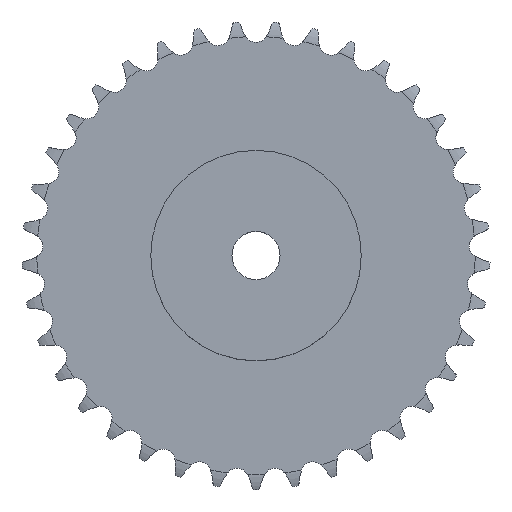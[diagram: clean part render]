
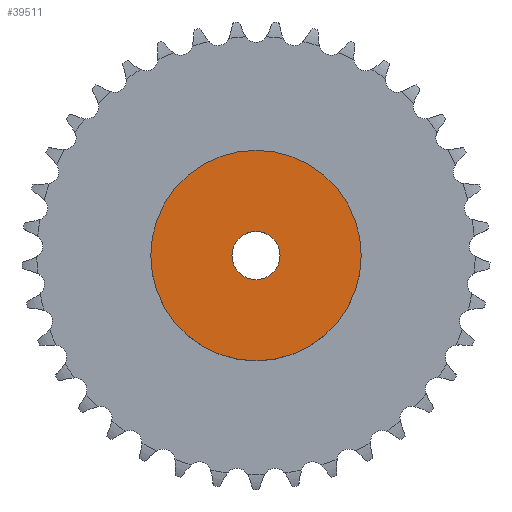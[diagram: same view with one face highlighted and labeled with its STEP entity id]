
A CAD part, top view. The second image highlights one B-rep face of the part: STEP entity #39511.
In plain terms, the highlighted planar face has unit normal (0, 0, 1).
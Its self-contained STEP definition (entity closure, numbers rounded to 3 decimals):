
#6681 = CYLINDRICAL_SURFACE('',#6682,35.);
#6682 = AXIS2_PLACEMENT_3D('',#6683,#6684,#6685);
#6683 = CARTESIAN_POINT('',(0.,0.,0.));
#6684 = DIRECTION('',(-0.,-0.,-1.));
#6685 = DIRECTION('',(1.,0.,0.));
#29566 = VERTEX_POINT('',#29567);
#29567 = CARTESIAN_POINT('',(35.,0.,25.));
#29588 = EDGE_CURVE('',#29566,#29566,#29589,.T.);
#29589 = SURFACE_CURVE('',#29590,(#29595,#29602),.PCURVE_S1.);
#29590 = CIRCLE('',#29591,35.);
#29591 = AXIS2_PLACEMENT_3D('',#29592,#29593,#29594);
#29592 = CARTESIAN_POINT('',(0.,0.,25.));
#29593 = DIRECTION('',(0.,0.,1.));
#29594 = DIRECTION('',(1.,0.,0.));
#29595 = PCURVE('',#6681,#29596);
#29596 = DEFINITIONAL_REPRESENTATION('',(#29597),#29601);
#29597 = LINE('',#29598,#29599);
#29598 = CARTESIAN_POINT('',(-0.,-25.));
#29599 = VECTOR('',#29600,1.);
#29600 = DIRECTION('',(-1.,0.));
#29601 = ( GEOMETRIC_REPRESENTATION_CONTEXT(2) 
PARAMETRIC_REPRESENTATION_CONTEXT() REPRESENTATION_CONTEXT('2D SPACE',''
  ) );
#29602 = PCURVE('',#29603,#29608);
#29603 = PLANE('',#29604);
#29604 = AXIS2_PLACEMENT_3D('',#29605,#29606,#29607);
#29605 = CARTESIAN_POINT('',(0.,0.,25.)
  );
#29606 = DIRECTION('',(0.,0.,1.));
#29607 = DIRECTION('',(1.,0.,0.));
#29608 = DEFINITIONAL_REPRESENTATION('',(#29609),#29613);
#29609 = CIRCLE('',#29610,35.);
#29610 = AXIS2_PLACEMENT_2D('',#29611,#29612);
#29611 = CARTESIAN_POINT('',(0.,0.));
#29612 = DIRECTION('',(1.,0.));
#29613 = ( GEOMETRIC_REPRESENTATION_CONTEXT(2) 
PARAMETRIC_REPRESENTATION_CONTEXT() REPRESENTATION_CONTEXT('2D SPACE',''
  ) );
#35360 = CYLINDRICAL_SURFACE('',#35361,8.);
#35361 = AXIS2_PLACEMENT_3D('',#35362,#35363,#35364);
#35362 = CARTESIAN_POINT('',(0.,0.,236.039));
#35363 = DIRECTION('',(0.,0.,1.));
#35364 = DIRECTION('',(1.,0.,0.));
#39511 = ADVANCED_FACE('',(#39512,#39515),#29603,.T.);
#39512 = FACE_BOUND('',#39513,.T.);
#39513 = EDGE_LOOP('',(#39514));
#39514 = ORIENTED_EDGE('',*,*,#29588,.T.);
#39515 = FACE_BOUND('',#39516,.T.);
#39516 = EDGE_LOOP('',(#39517));
#39517 = ORIENTED_EDGE('',*,*,#39518,.F.);
#39518 = EDGE_CURVE('',#39519,#39519,#39521,.T.);
#39519 = VERTEX_POINT('',#39520);
#39520 = CARTESIAN_POINT('',(8.,0.,25.));
#39521 = SURFACE_CURVE('',#39522,(#39527,#39534),.PCURVE_S1.);
#39522 = CIRCLE('',#39523,8.);
#39523 = AXIS2_PLACEMENT_3D('',#39524,#39525,#39526);
#39524 = CARTESIAN_POINT('',(0.,0.,25.));
#39525 = DIRECTION('',(0.,0.,1.));
#39526 = DIRECTION('',(1.,0.,0.));
#39527 = PCURVE('',#29603,#39528);
#39528 = DEFINITIONAL_REPRESENTATION('',(#39529),#39533);
#39529 = CIRCLE('',#39530,8.);
#39530 = AXIS2_PLACEMENT_2D('',#39531,#39532);
#39531 = CARTESIAN_POINT('',(0.,0.));
#39532 = DIRECTION('',(1.,0.));
#39533 = ( GEOMETRIC_REPRESENTATION_CONTEXT(2) 
PARAMETRIC_REPRESENTATION_CONTEXT() REPRESENTATION_CONTEXT('2D SPACE',''
  ) );
#39534 = PCURVE('',#35360,#39535);
#39535 = DEFINITIONAL_REPRESENTATION('',(#39536),#39540);
#39536 = LINE('',#39537,#39538);
#39537 = CARTESIAN_POINT('',(0.,-211.039));
#39538 = VECTOR('',#39539,1.);
#39539 = DIRECTION('',(1.,0.));
#39540 = ( GEOMETRIC_REPRESENTATION_CONTEXT(2) 
PARAMETRIC_REPRESENTATION_CONTEXT() REPRESENTATION_CONTEXT('2D SPACE',''
  ) );
